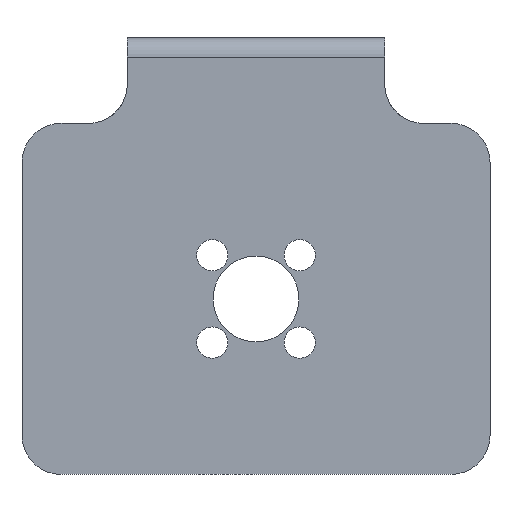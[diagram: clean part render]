
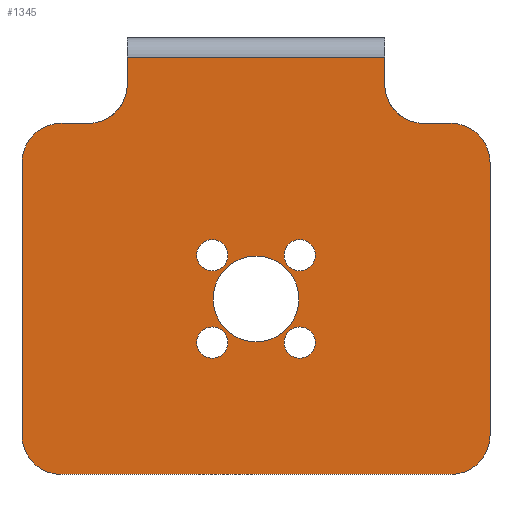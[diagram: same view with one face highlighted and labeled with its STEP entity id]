
A CAD part, front view. The second image highlights one B-rep face of the part: STEP entity #1345.
In plain terms, the highlighted planar face has unit normal (0, -1, 0).
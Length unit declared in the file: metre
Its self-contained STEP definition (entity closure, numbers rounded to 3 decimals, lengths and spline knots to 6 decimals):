
#93=LINE('',#2136,#165);
#94=LINE('',#2139,#166);
#95=LINE('',#2141,#167);
#96=LINE('',#2145,#168);
#97=LINE('',#2149,#169);
#98=LINE('',#2153,#170);
#99=LINE('',#2157,#171);
#100=LINE('',#2161,#172);
#165=VECTOR('',#1711,1.);
#166=VECTOR('',#1712,1.);
#167=VECTOR('',#1713,1.);
#168=VECTOR('',#1716,1.);
#169=VECTOR('',#1719,1.);
#170=VECTOR('',#1722,1.);
#171=VECTOR('',#1725,1.);
#172=VECTOR('',#1728,1.);
#277=ORIENTED_EDGE('',*,*,#637,.T.);
#278=ORIENTED_EDGE('',*,*,#638,.T.);
#279=ORIENTED_EDGE('',*,*,#639,.T.);
#280=ORIENTED_EDGE('',*,*,#640,.T.);
#281=ORIENTED_EDGE('',*,*,#641,.T.);
#282=ORIENTED_EDGE('',*,*,#642,.F.);
#283=ORIENTED_EDGE('',*,*,#643,.T.);
#284=ORIENTED_EDGE('',*,*,#644,.F.);
#285=ORIENTED_EDGE('',*,*,#645,.T.);
#286=ORIENTED_EDGE('',*,*,#646,.T.);
#287=ORIENTED_EDGE('',*,*,#647,.T.);
#288=ORIENTED_EDGE('',*,*,#648,.T.);
#289=ORIENTED_EDGE('',*,*,#649,.T.);
#290=ORIENTED_EDGE('',*,*,#650,.F.);
#291=ORIENTED_EDGE('',*,*,#651,.T.);
#292=ORIENTED_EDGE('',*,*,#652,.F.);
#293=ORIENTED_EDGE('',*,*,#653,.T.);
#294=ORIENTED_EDGE('',*,*,#654,.F.);
#295=ORIENTED_EDGE('',*,*,#655,.F.);
#637=EDGE_CURVE('',#817,#817,#941,.T.);
#638=EDGE_CURVE('',#818,#818,#942,.T.);
#639=EDGE_CURVE('',#819,#819,#943,.T.);
#640=EDGE_CURVE('',#820,#821,#93,.T.);
#641=EDGE_CURVE('',#821,#822,#94,.F.);
#642=EDGE_CURVE('',#823,#822,#95,.T.);
#643=EDGE_CURVE('',#823,#824,#944,.T.);
#644=EDGE_CURVE('',#825,#824,#96,.T.);
#645=EDGE_CURVE('',#825,#826,#945,.F.);
#646=EDGE_CURVE('',#826,#827,#97,.T.);
#647=EDGE_CURVE('',#827,#828,#946,.F.);
#648=EDGE_CURVE('',#828,#829,#98,.T.);
#649=EDGE_CURVE('',#829,#830,#947,.F.);
#650=EDGE_CURVE('',#831,#830,#99,.T.);
#651=EDGE_CURVE('',#831,#832,#948,.F.);
#652=EDGE_CURVE('',#833,#832,#100,.T.);
#653=EDGE_CURVE('',#833,#820,#949,.T.);
#654=EDGE_CURVE('',#834,#834,#950,.F.);
#655=EDGE_CURVE('',#835,#835,#951,.F.);
#817=VERTEX_POINT('',#2131);
#818=VERTEX_POINT('',#2133);
#819=VERTEX_POINT('',#2135);
#820=VERTEX_POINT('',#2137);
#821=VERTEX_POINT('',#2138);
#822=VERTEX_POINT('',#2140);
#823=VERTEX_POINT('',#2142);
#824=VERTEX_POINT('',#2144);
#825=VERTEX_POINT('',#2146);
#826=VERTEX_POINT('',#2148);
#827=VERTEX_POINT('',#2150);
#828=VERTEX_POINT('',#2152);
#829=VERTEX_POINT('',#2154);
#830=VERTEX_POINT('',#2156);
#831=VERTEX_POINT('',#2158);
#832=VERTEX_POINT('',#2160);
#833=VERTEX_POINT('',#2162);
#834=VERTEX_POINT('',#2165);
#835=VERTEX_POINT('',#2167);
#941=CIRCLE('',#1473,0.0055);
#942=CIRCLE('',#1474,0.002);
#943=CIRCLE('',#1475,0.002);
#944=CIRCLE('',#1476,0.005);
#945=CIRCLE('',#1477,0.005);
#946=CIRCLE('',#1478,0.005);
#947=CIRCLE('',#1479,0.005);
#948=CIRCLE('',#1480,0.005);
#949=CIRCLE('',#1481,0.005);
#950=CIRCLE('',#1482,0.002);
#951=CIRCLE('',#1483,0.002);
#1027=EDGE_LOOP('',(#277));
#1028=EDGE_LOOP('',(#278));
#1029=EDGE_LOOP('',(#279));
#1030=EDGE_LOOP('',(#280,#281,#282,#283,#284,#285,#286,#287,#288,#289,#290,
#291,#292,#293));
#1031=EDGE_LOOP('',(#294));
#1032=EDGE_LOOP('',(#295));
#1189=FACE_BOUND('',#1027,.T.);
#1190=FACE_BOUND('',#1028,.T.);
#1191=FACE_BOUND('',#1029,.T.);
#1192=FACE_BOUND('',#1030,.T.);
#1193=FACE_BOUND('',#1031,.T.);
#1194=FACE_BOUND('',#1032,.T.);
#1324=PLANE('',#1472);
#1345=ADVANCED_FACE('',(#1189,#1190,#1191,#1192,#1193,#1194),#1324,.F.);
#1472=AXIS2_PLACEMENT_3D('',#2129,#1703,#1704);
#1473=AXIS2_PLACEMENT_3D('',#2130,#1705,#1706);
#1474=AXIS2_PLACEMENT_3D('',#2132,#1707,#1708);
#1475=AXIS2_PLACEMENT_3D('',#2134,#1709,#1710);
#1476=AXIS2_PLACEMENT_3D('',#2143,#1714,#1715);
#1477=AXIS2_PLACEMENT_3D('',#2147,#1717,#1718);
#1478=AXIS2_PLACEMENT_3D('',#2151,#1720,#1721);
#1479=AXIS2_PLACEMENT_3D('',#2155,#1723,#1724);
#1480=AXIS2_PLACEMENT_3D('',#2159,#1726,#1727);
#1481=AXIS2_PLACEMENT_3D('',#2163,#1729,#1730);
#1482=AXIS2_PLACEMENT_3D('',#2164,#1731,#1732);
#1483=AXIS2_PLACEMENT_3D('',#2166,#1733,#1734);
#1703=DIRECTION('',(0.,1.,0.));
#1704=DIRECTION('',(1.,0.,0.));
#1705=DIRECTION('',(0.,1.,0.));
#1706=DIRECTION('',(1.,0.,0.));
#1707=DIRECTION('',(0.,1.,0.));
#1708=DIRECTION('',(1.,0.,0.));
#1709=DIRECTION('',(0.,1.,0.));
#1710=DIRECTION('',(1.,0.,0.));
#1711=DIRECTION('',(0.,0.,1.));
#1712=DIRECTION('',(1.,0.,0.));
#1713=DIRECTION('',(0.,0.,1.));
#1714=DIRECTION('',(0.,1.,0.));
#1715=DIRECTION('',(1.,0.,0.));
#1716=DIRECTION('',(1.,0.,0.));
#1717=DIRECTION('',(0.,1.,0.));
#1718=DIRECTION('',(1.,0.,0.));
#1719=DIRECTION('',(0.,0.,-1.));
#1720=DIRECTION('',(0.,1.,0.));
#1721=DIRECTION('',(1.,0.,0.));
#1722=DIRECTION('',(1.,0.,0.));
#1723=DIRECTION('',(0.,1.,0.));
#1724=DIRECTION('',(1.,0.,0.));
#1725=DIRECTION('',(0.,0.,-1.));
#1726=DIRECTION('',(0.,1.,0.));
#1727=DIRECTION('',(1.,0.,0.));
#1728=DIRECTION('',(1.,0.,0.));
#1729=DIRECTION('',(0.,1.,0.));
#1730=DIRECTION('',(1.,0.,0.));
#1731=DIRECTION('',(0.,1.,0.));
#1732=DIRECTION('',(1.,0.,0.));
#1733=DIRECTION('',(0.,1.,0.));
#1734=DIRECTION('',(1.,0.,0.));
#2129=CARTESIAN_POINT('',(0.,0.,-0.012));
#2130=CARTESIAN_POINT('',(0.,0.,-0.0375));
#2131=CARTESIAN_POINT('',(0.0055,0.,-0.0375));
#2132=CARTESIAN_POINT('',(-0.0056,0.,-0.0431));
#2133=CARTESIAN_POINT('',(-0.0036,0.,-0.0431));
#2134=CARTESIAN_POINT('',(0.0056,0.,-0.0431));
#2135=CARTESIAN_POINT('',(0.0076,0.,-0.0431));
#2136=CARTESIAN_POINT('',(0.0165,0.,-0.012));
#2137=CARTESIAN_POINT('',(0.0165,0.,-0.01));
#2138=CARTESIAN_POINT('',(0.0165,0.,-0.0065));
#2139=CARTESIAN_POINT('',(-0.0165,0.,-0.0065));
#2140=CARTESIAN_POINT('',(-0.0165,0.,-0.0065));
#2141=CARTESIAN_POINT('',(-0.0165,0.,-0.012));
#2142=CARTESIAN_POINT('',(-0.0165,0.,-0.01));
#2143=CARTESIAN_POINT('',(-0.0215,0.,-0.01));
#2144=CARTESIAN_POINT('',(-0.0215,0.,-0.015));
#2145=CARTESIAN_POINT('',(0.,0.,-0.015));
#2146=CARTESIAN_POINT('',(-0.025,0.,-0.015));
#2147=CARTESIAN_POINT('',(-0.025,0.,-0.02));
#2148=CARTESIAN_POINT('',(-0.03,0.,-0.02));
#2149=CARTESIAN_POINT('',(-0.03,0.,-0.0375));
#2150=CARTESIAN_POINT('',(-0.03,0.,-0.055));
#2151=CARTESIAN_POINT('',(-0.025,0.,-0.055));
#2152=CARTESIAN_POINT('',(-0.025,0.,-0.06));
#2153=CARTESIAN_POINT('',(0.,0.,-0.06));
#2154=CARTESIAN_POINT('',(0.025,0.,-0.06));
#2155=CARTESIAN_POINT('',(0.025,0.,-0.055));
#2156=CARTESIAN_POINT('',(0.03,0.,-0.055));
#2157=CARTESIAN_POINT('',(0.03,0.,-0.0375));
#2158=CARTESIAN_POINT('',(0.03,0.,-0.02));
#2159=CARTESIAN_POINT('',(0.025,0.,-0.02));
#2160=CARTESIAN_POINT('',(0.025,0.,-0.015));
#2161=CARTESIAN_POINT('',(0.,0.,-0.015));
#2162=CARTESIAN_POINT('',(0.0215,0.,-0.015));
#2163=CARTESIAN_POINT('',(0.0215,0.,-0.01));
#2164=CARTESIAN_POINT('',(-0.0056,0.,-0.0319));
#2165=CARTESIAN_POINT('',(-0.0036,0.,-0.0319));
#2166=CARTESIAN_POINT('',(0.0056,0.,-0.0319));
#2167=CARTESIAN_POINT('',(0.0076,0.,-0.0319));
